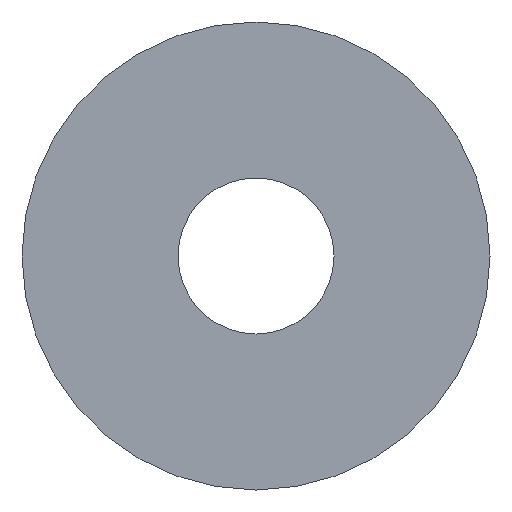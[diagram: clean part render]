
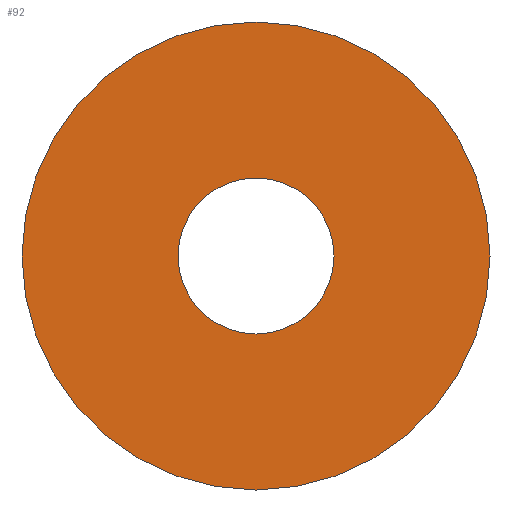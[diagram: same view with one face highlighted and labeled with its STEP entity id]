
A CAD part, front view. The second image highlights one B-rep face of the part: STEP entity #92.
In plain terms, the highlighted planar face has unit normal (0, -1, 0).
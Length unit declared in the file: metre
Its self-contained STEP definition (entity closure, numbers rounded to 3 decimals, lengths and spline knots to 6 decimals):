
#16=ORIENTED_EDGE('',*,*,#32,.F.);
#17=ORIENTED_EDGE('',*,*,#33,.F.);
#32=EDGE_CURVE('',#40,#40,#48,.T.);
#33=EDGE_CURVE('',#41,#41,#49,.F.);
#40=VERTEX_POINT('',#166);
#41=VERTEX_POINT('',#168);
#48=CIRCLE('',#114,0.005);
#49=CIRCLE('',#115,0.015);
#56=EDGE_LOOP('',(#16));
#57=EDGE_LOOP('',(#17));
#72=FACE_BOUND('',#56,.T.);
#73=FACE_BOUND('',#57,.T.);
#88=PLANE('',#113);
#92=ADVANCED_FACE('',(#72,#73),#88,.T.);
#113=AXIS2_PLACEMENT_3D('',#164,#131,#132);
#114=AXIS2_PLACEMENT_3D('',#165,#133,#134);
#115=AXIS2_PLACEMENT_3D('',#167,#135,#136);
#131=DIRECTION('',(0.,-1.,0.));
#132=DIRECTION('',(0.,0.,1.));
#133=DIRECTION('',(0.,-1.,0.));
#134=DIRECTION('',(0.,0.,-1.));
#135=DIRECTION('',(0.,-1.,0.));
#136=DIRECTION('',(0.,0.,-1.));
#164=CARTESIAN_POINT('',(0.015,0.,0.));
#165=CARTESIAN_POINT('',(0.015,0.,0.));
#166=CARTESIAN_POINT('',(0.015,0.,-0.005));
#167=CARTESIAN_POINT('',(0.015,0.,0.));
#168=CARTESIAN_POINT('',(0.015,0.,-0.015));
